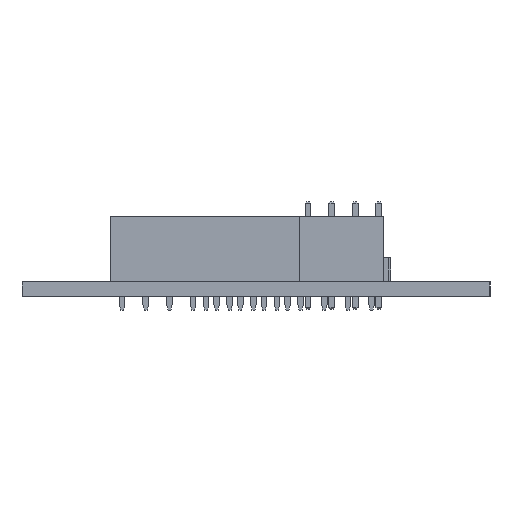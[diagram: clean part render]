
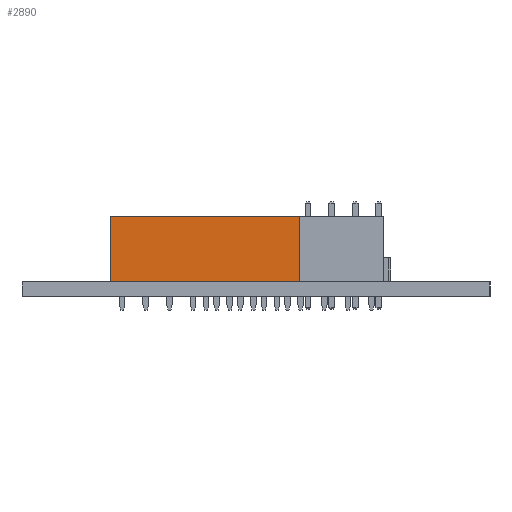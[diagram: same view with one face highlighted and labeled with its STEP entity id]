
A CAD part, left-side view. The second image highlights one B-rep face of the part: STEP entity #2890.
In plain terms, the highlighted free-form (B-spline) face has degree [1, 1] with [2, 2] control points.
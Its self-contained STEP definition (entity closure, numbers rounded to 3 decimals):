
#82 = B_SPLINE_SURFACE_WITH_KNOTS('',1,1,(
    (#83,#84)
    ,(#85,#86
  )),.UNSPECIFIED.,.F.,.F.,.F.,(2,2),(2,2),(0.,2.54),(-7.,0.),
  .PIECEWISE_BEZIER_KNOTS.);
#83 = CARTESIAN_POINT('',(-1.27,-19.05,7.));
#84 = CARTESIAN_POINT('',(-1.27,-19.05,0.));
#85 = CARTESIAN_POINT('',(1.27,-19.05,7.));
#86 = CARTESIAN_POINT('',(1.27,-19.05,0.));
#107 = B_SPLINE_SURFACE_WITH_KNOTS('',1,1,(
    (#108,#109)
    ,(#110,#111)),.UNSPECIFIED.,.F.,.F.,.F.,(2,2),(2,2),(-20.32,0.),(
    0.,2.54),.PIECEWISE_BEZIER_KNOTS.);
#108 = CARTESIAN_POINT('',(1.27,1.27,7.));
#109 = CARTESIAN_POINT('',(-1.27,1.27,7.));
#110 = CARTESIAN_POINT('',(1.27,-19.05,7.));
#111 = CARTESIAN_POINT('',(-1.27,-19.05,7.));
#132 = B_SPLINE_SURFACE_WITH_KNOTS('',1,1,(
    (#133,#134)
    ,(#135,#136
    )),.UNSPECIFIED.,.F.,.F.,.F.,(2,2),(2,2),(0.,2.54),(-7.,0.),
  .PIECEWISE_BEZIER_KNOTS.);
#133 = CARTESIAN_POINT('',(1.27,1.27,7.));
#134 = CARTESIAN_POINT('',(1.27,1.27,0.));
#135 = CARTESIAN_POINT('',(-1.27,1.27,7.));
#136 = CARTESIAN_POINT('',(-1.27,1.27,0.));
#170 = VERTEX_POINT('',#171);
#171 = CARTESIAN_POINT('',(-1.27,-19.05,0.));
#185 = B_SPLINE_SURFACE_WITH_KNOTS('',1,1,(
    (#186,#187)
    ,(#188,#189
    )),.UNSPECIFIED.,.F.,.F.,.F.,(2,2),(2,2),(-20.32,0.),(2.117
    ,2.54),.PIECEWISE_BEZIER_KNOTS.);
#186 = CARTESIAN_POINT('',(-0.847,1.27,0.));
#187 = CARTESIAN_POINT('',(-1.27,1.27,0.));
#188 = CARTESIAN_POINT('',(-0.847,-19.05,0.));
#189 = CARTESIAN_POINT('',(-1.27,-19.05,0.));
#196 = EDGE_CURVE('',#170,#197,#199,.T.);
#197 = VERTEX_POINT('',#198);
#198 = CARTESIAN_POINT('',(-1.27,-19.05,7.));
#199 = SURFACE_CURVE('',#200,(#203,#209),.PCURVE_S1.);
#200 = B_SPLINE_CURVE_WITH_KNOTS('',1,(#201,#202),.UNSPECIFIED.,.F.,.F.,
  (2,2),(0.,7.),.PIECEWISE_BEZIER_KNOTS.);
#201 = CARTESIAN_POINT('',(-1.27,-19.05,0.));
#202 = CARTESIAN_POINT('',(-1.27,-19.05,7.));
#203 = PCURVE('',#82,#204);
#204 = DEFINITIONAL_REPRESENTATION('',(#205),#208);
#205 = B_SPLINE_CURVE_WITH_KNOTS('',1,(#206,#207),.UNSPECIFIED.,.F.,.F.,
  (2,2),(0.,7.),.PIECEWISE_BEZIER_KNOTS.);
#206 = CARTESIAN_POINT('',(0.,0.));
#207 = CARTESIAN_POINT('',(0.,-7.));
#208 = ( GEOMETRIC_REPRESENTATION_CONTEXT(2) 
PARAMETRIC_REPRESENTATION_CONTEXT() REPRESENTATION_CONTEXT('2D SPACE',''
  ) );
#209 = PCURVE('',#210,#215);
#210 = B_SPLINE_SURFACE_WITH_KNOTS('',1,1,(
    (#211,#212)
    ,(#213,#214
    )),.UNSPECIFIED.,.F.,.F.,.F.,(2,2),(2,2),(0.,20.32),(-7.,0.),
  .PIECEWISE_BEZIER_KNOTS.);
#211 = CARTESIAN_POINT('',(-1.27,1.27,7.));
#212 = CARTESIAN_POINT('',(-1.27,1.27,0.));
#213 = CARTESIAN_POINT('',(-1.27,-19.05,7.));
#214 = CARTESIAN_POINT('',(-1.27,-19.05,0.));
#215 = DEFINITIONAL_REPRESENTATION('',(#216),#219);
#216 = B_SPLINE_CURVE_WITH_KNOTS('',1,(#217,#218),.UNSPECIFIED.,.F.,.F.,
  (2,2),(0.,7.),.PIECEWISE_BEZIER_KNOTS.);
#217 = CARTESIAN_POINT('',(20.32,-0.));
#218 = CARTESIAN_POINT('',(20.32,-7.));
#219 = ( GEOMETRIC_REPRESENTATION_CONTEXT(2) 
PARAMETRIC_REPRESENTATION_CONTEXT() REPRESENTATION_CONTEXT('2D SPACE',''
  ) );
#358 = VERTEX_POINT('',#359);
#359 = CARTESIAN_POINT('',(-1.27,1.27,7.));
#377 = EDGE_CURVE('',#378,#358,#380,.T.);
#378 = VERTEX_POINT('',#379);
#379 = CARTESIAN_POINT('',(-1.27,1.27,0.));
#380 = SURFACE_CURVE('',#381,(#384,#390),.PCURVE_S1.);
#381 = B_SPLINE_CURVE_WITH_KNOTS('',1,(#382,#383),.UNSPECIFIED.,.F.,.F.,
  (2,2),(0.,7.),.PIECEWISE_BEZIER_KNOTS.);
#382 = CARTESIAN_POINT('',(-1.27,1.27,0.));
#383 = CARTESIAN_POINT('',(-1.27,1.27,7.));
#384 = PCURVE('',#132,#385);
#385 = DEFINITIONAL_REPRESENTATION('',(#386),#389);
#386 = B_SPLINE_CURVE_WITH_KNOTS('',1,(#387,#388),.UNSPECIFIED.,.F.,.F.,
  (2,2),(0.,7.),.PIECEWISE_BEZIER_KNOTS.);
#387 = CARTESIAN_POINT('',(2.54,-0.));
#388 = CARTESIAN_POINT('',(2.54,-7.));
#389 = ( GEOMETRIC_REPRESENTATION_CONTEXT(2) 
PARAMETRIC_REPRESENTATION_CONTEXT() REPRESENTATION_CONTEXT('2D SPACE',''
  ) );
#390 = PCURVE('',#210,#391);
#391 = DEFINITIONAL_REPRESENTATION('',(#392),#395);
#392 = B_SPLINE_CURVE_WITH_KNOTS('',1,(#393,#394),.UNSPECIFIED.,.F.,.F.,
  (2,2),(0.,7.),.PIECEWISE_BEZIER_KNOTS.);
#393 = CARTESIAN_POINT('',(0.,0.));
#394 = CARTESIAN_POINT('',(0.,-7.));
#395 = ( GEOMETRIC_REPRESENTATION_CONTEXT(2) 
PARAMETRIC_REPRESENTATION_CONTEXT() REPRESENTATION_CONTEXT('2D SPACE',''
  ) );
#504 = EDGE_CURVE('',#358,#197,#505,.T.);
#505 = SURFACE_CURVE('',#506,(#509,#515),.PCURVE_S1.);
#506 = B_SPLINE_CURVE_WITH_KNOTS('',1,(#507,#508),.UNSPECIFIED.,.F.,.F.,
  (2,2),(0.,20.32),.PIECEWISE_BEZIER_KNOTS.);
#507 = CARTESIAN_POINT('',(-1.27,1.27,7.));
#508 = CARTESIAN_POINT('',(-1.27,-19.05,7.));
#509 = PCURVE('',#107,#510);
#510 = DEFINITIONAL_REPRESENTATION('',(#511),#514);
#511 = B_SPLINE_CURVE_WITH_KNOTS('',1,(#512,#513),.UNSPECIFIED.,.F.,.F.,
  (2,2),(0.,20.32),.PIECEWISE_BEZIER_KNOTS.);
#512 = CARTESIAN_POINT('',(-20.32,2.54));
#513 = CARTESIAN_POINT('',(0.,2.54));
#514 = ( GEOMETRIC_REPRESENTATION_CONTEXT(2) 
PARAMETRIC_REPRESENTATION_CONTEXT() REPRESENTATION_CONTEXT('2D SPACE',''
  ) );
#515 = PCURVE('',#210,#516);
#516 = DEFINITIONAL_REPRESENTATION('',(#517),#520);
#517 = B_SPLINE_CURVE_WITH_KNOTS('',1,(#518,#519),.UNSPECIFIED.,.F.,.F.,
  (2,2),(0.,20.32),.PIECEWISE_BEZIER_KNOTS.);
#518 = CARTESIAN_POINT('',(0.,-7.));
#519 = CARTESIAN_POINT('',(20.32,-7.));
#520 = ( GEOMETRIC_REPRESENTATION_CONTEXT(2) 
PARAMETRIC_REPRESENTATION_CONTEXT() REPRESENTATION_CONTEXT('2D SPACE',''
  ) );
#1361 = EDGE_CURVE('',#378,#170,#1362,.T.);
#1362 = SURFACE_CURVE('',#1363,(#1366,#1372),.PCURVE_S1.);
#1363 = B_SPLINE_CURVE_WITH_KNOTS('',1,(#1364,#1365),.UNSPECIFIED.,.F.,
  .F.,(2,2),(0.,20.32),.PIECEWISE_BEZIER_KNOTS.);
#1364 = CARTESIAN_POINT('',(-1.27,1.27,0.));
#1365 = CARTESIAN_POINT('',(-1.27,-19.05,0.));
#1366 = PCURVE('',#185,#1367);
#1367 = DEFINITIONAL_REPRESENTATION('',(#1368),#1371);
#1368 = B_SPLINE_CURVE_WITH_KNOTS('',1,(#1369,#1370),.UNSPECIFIED.,.F.,
  .F.,(2,2),(0.,20.32),.PIECEWISE_BEZIER_KNOTS.);
#1369 = CARTESIAN_POINT('',(-20.32,2.54));
#1370 = CARTESIAN_POINT('',(0.,2.54));
#1371 = ( GEOMETRIC_REPRESENTATION_CONTEXT(2) 
PARAMETRIC_REPRESENTATION_CONTEXT() REPRESENTATION_CONTEXT('2D SPACE',''
  ) );
#1372 = PCURVE('',#210,#1373);
#1373 = DEFINITIONAL_REPRESENTATION('',(#1374),#1377);
#1374 = B_SPLINE_CURVE_WITH_KNOTS('',1,(#1375,#1376),.UNSPECIFIED.,.F.,
  .F.,(2,2),(0.,20.32),.PIECEWISE_BEZIER_KNOTS.);
#1375 = CARTESIAN_POINT('',(0.,0.));
#1376 = CARTESIAN_POINT('',(20.32,-0.));
#1377 = ( GEOMETRIC_REPRESENTATION_CONTEXT(2) 
PARAMETRIC_REPRESENTATION_CONTEXT() REPRESENTATION_CONTEXT('2D SPACE',''
  ) );
#2890 = ADVANCED_FACE('',(#2891),#210,.F.);
#2891 = FACE_BOUND('',#2892,.F.);
#2892 = EDGE_LOOP('',(#2893,#2894,#2895,#2896));
#2893 = ORIENTED_EDGE('',*,*,#377,.T.);
#2894 = ORIENTED_EDGE('',*,*,#504,.T.);
#2895 = ORIENTED_EDGE('',*,*,#196,.F.);
#2896 = ORIENTED_EDGE('',*,*,#1361,.F.);
